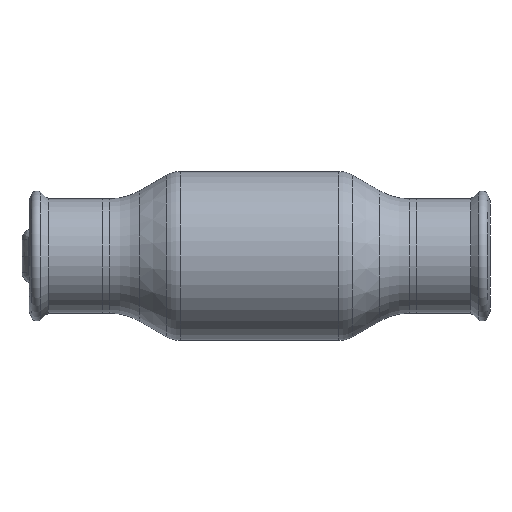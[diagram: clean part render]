
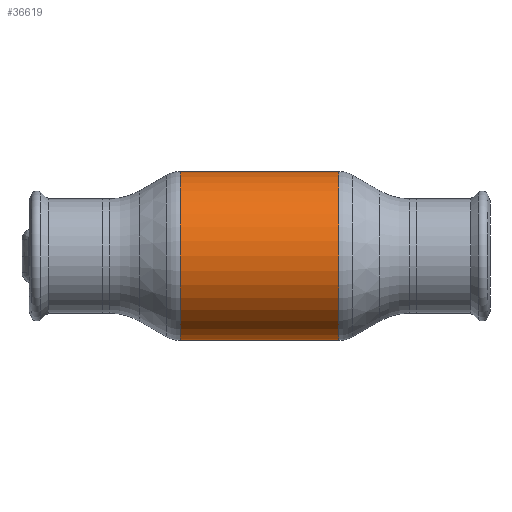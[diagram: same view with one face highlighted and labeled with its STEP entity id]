
A CAD part, front view. The second image highlights one B-rep face of the part: STEP entity #36619.
In plain terms, the highlighted cylindrical face has radius 42.5 mm (diameter 85 mm), a partial arc.
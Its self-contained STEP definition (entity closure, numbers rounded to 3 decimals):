
#4306 = CARTESIAN_POINT ( 'NONE',  ( -39.749, 0., 42.5 ) ) ;
#6083 = CARTESIAN_POINT ( 'NONE',  ( 39.749, 0., 42.5 ) ) ;
#10317 = ORIENTED_EDGE ( 'NONE', *, *, #42881, .T. ) ;
#12497 = CARTESIAN_POINT ( 'NONE',  ( -39.749, 0., 0. ) ) ;
#12709 = DIRECTION ( 'NONE',  ( -1., 0., 0. ) ) ;
#13671 = LINE ( 'NONE', #25484, #54475 ) ;
#13705 = CYLINDRICAL_SURFACE ( 'NONE', #50459, 42.5 ) ;
#15819 = CIRCLE ( 'NONE', #49674, 42.5 ) ;
#15856 = EDGE_CURVE ( 'NONE', #55515, #44856, #13671, .T. ) ;
#18127 = LINE ( 'NONE', #39229, #45839 ) ;
#19855 = DIRECTION ( 'NONE',  ( -1., 0., 0. ) ) ;
#24776 = CARTESIAN_POINT ( 'NONE',  ( 39.749, 0., 0. ) ) ;
#25484 = CARTESIAN_POINT ( 'NONE',  ( -62.69, 0., -42.5 ) ) ;
#25508 = CARTESIAN_POINT ( 'NONE',  ( -62.69, 0., 0. ) ) ;
#26880 = VERTEX_POINT ( 'NONE', #6083 ) ;
#27410 = CIRCLE ( 'NONE', #43336, 42.5 ) ;
#29926 = EDGE_CURVE ( 'NONE', #44856, #55413, #15819, .T. ) ;
#35560 = CARTESIAN_POINT ( 'NONE',  ( -39.749, 0., -42.5 ) ) ;
#36619 = ADVANCED_FACE ( 'NONE', ( #52242 ), #13705, .T. ) ;
#39229 = CARTESIAN_POINT ( 'NONE',  ( -62.69, 0., 42.5 ) ) ;
#40085 = DIRECTION ( 'NONE',  ( 0., 0., 1. ) ) ;
#42881 = EDGE_CURVE ( 'NONE', #26880, #55413, #18127, .T. ) ;
#43336 = AXIS2_PLACEMENT_3D ( 'NONE', #24776, #45262, #40085 ) ;
#44856 = VERTEX_POINT ( 'NONE', #35560 ) ;
#45262 = DIRECTION ( 'NONE',  ( -1., 0., 0. ) ) ;
#45839 = VECTOR ( 'NONE', #63798, 1000. ) ;
#46355 = EDGE_LOOP ( 'NONE', ( #52866, #57658, #10317, #58403 ) ) ;
#49674 = AXIS2_PLACEMENT_3D ( 'NONE', #12497, #12709, #56449 ) ;
#49807 = DIRECTION ( 'NONE',  ( -1., 0., 0. ) ) ;
#50459 = AXIS2_PLACEMENT_3D ( 'NONE', #25508, #49807, #54983 ) ;
#52242 = FACE_OUTER_BOUND ( 'NONE', #46355, .T. ) ;
#52866 = ORIENTED_EDGE ( 'NONE', *, *, #15856, .F. ) ;
#54391 = EDGE_CURVE ( 'NONE', #55515, #26880, #27410, .T. ) ;
#54475 = VECTOR ( 'NONE', #19855, 1000. ) ;
#54983 = DIRECTION ( 'NONE',  ( 0., 0., 1. ) ) ;
#55413 = VERTEX_POINT ( 'NONE', #4306 ) ;
#55515 = VERTEX_POINT ( 'NONE', #60444 ) ;
#56449 = DIRECTION ( 'NONE',  ( 0., 0., 1. ) ) ;
#57658 = ORIENTED_EDGE ( 'NONE', *, *, #54391, .T. ) ;
#58403 = ORIENTED_EDGE ( 'NONE', *, *, #29926, .F. ) ;
#60444 = CARTESIAN_POINT ( 'NONE',  ( 39.749, 0., -42.5 ) ) ;
#63798 = DIRECTION ( 'NONE',  ( -1., 0., 0. ) ) ;
